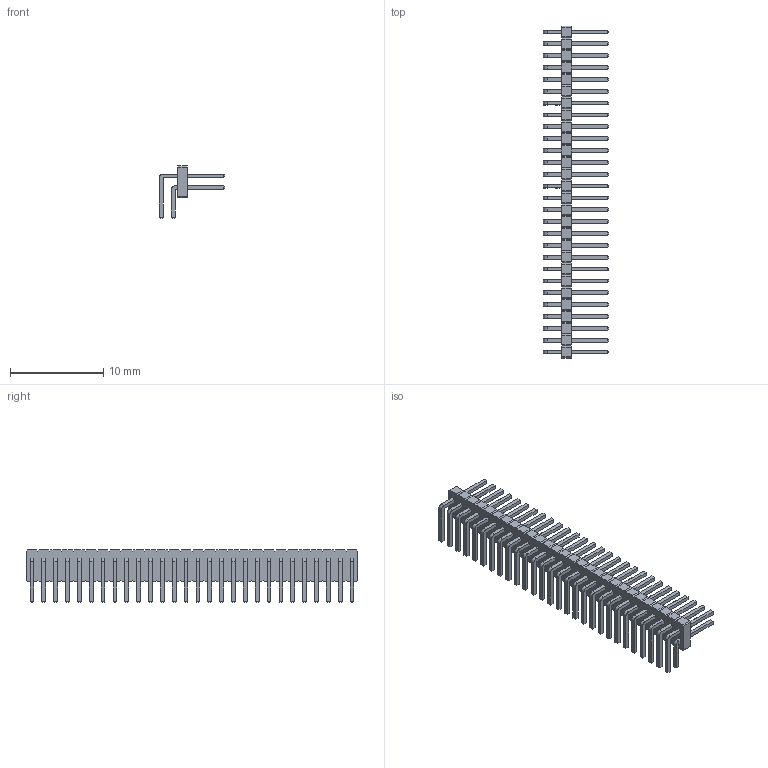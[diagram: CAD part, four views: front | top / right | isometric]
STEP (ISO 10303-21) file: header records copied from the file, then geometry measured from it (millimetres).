
FILE_DESCRIPTION(/* description */ ('model of PinHeader_2x28_P1.27mm_Horizontal'),/* implementation_level */ '2;1');
FILE_NAME(/* name */ 'PinHeader_2x28_P1.27mm_Horizontal.step',/* time_stamp */ '2017-12-02T02:17:07',/* author */ ('kicad StepUp','ksu'),/* organization */ ('FreeCAD'),/* preprocessor_version */ 'OCC',/* originating_system */ 'kicad StepUp',/* authorisation */ '');
FILE_SCHEMA(('AUTOMOTIVE_DESIGN_CC2 { 1 2 10303 214 -1 1 5 4 }'));
Length unit declared in the file: millimetre
Products named in the file (1): PinHeader_2x28_P127mm_Horizontal
Bounding box: 6.97 x 35.56 x 5.58 mm (x, y, z)
Volume: 199.3 mm3; surface area: 1111.5 mm2
Topology: 1 solids, 1 shells, 1348 faces, 3254 edges, 2020 vertices
Faces by surface type: plane 1292, cylinder 56
Entity records: 47395 total; most frequent: CARTESIAN_POINT 6623, ORIENTED_EDGE 6508, DIRECTION 6064, EDGE_CURVE 3254, LINE 3142, VECTOR 3142, VERTEX_POINT 2020, AXIS2_PLACEMENT_3D 1461
